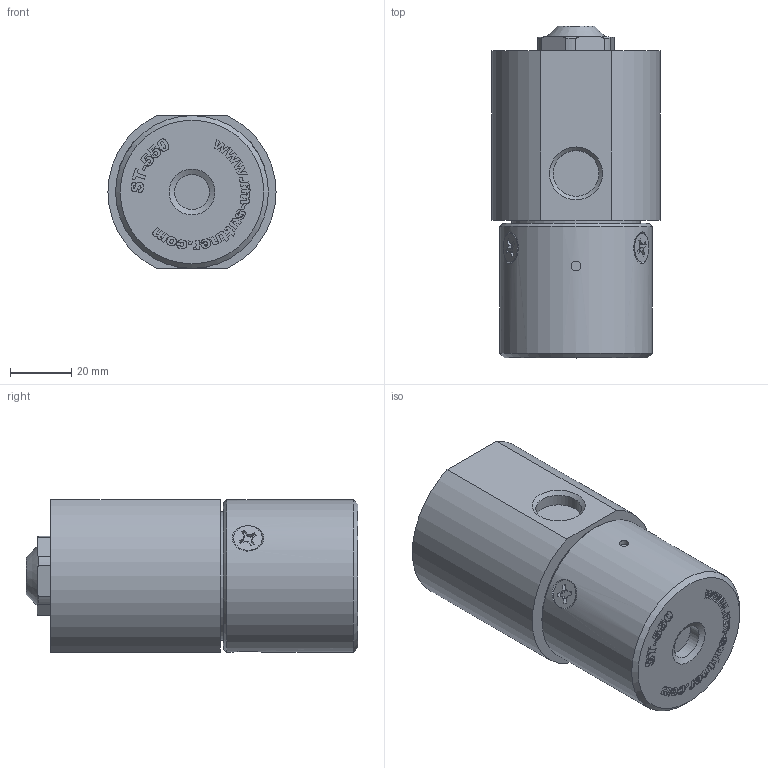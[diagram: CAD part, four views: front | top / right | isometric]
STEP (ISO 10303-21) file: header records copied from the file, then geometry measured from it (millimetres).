
FILE_DESCRIPTION(/* description */ ('Unknown'),/* implementation_level */ '2;1');
FILE_NAME(/* name */ '200550700_Ventil_ST-550_AIR_G3_8IG_07_11_2023',/* time_stamp */ '2023-11-07T11:11:20+01:00',/* author */ ('Unknown'),/* organization */ ('Unknown'),/* preprocessor_version */ 'ST-DEVELOPER v18.104',/* originating_system */ 'Solid Edge',/* authorisation */ 'Unknown');
FILE_SCHEMA (('AUTOMOTIVE_DESIGN {1 0 10303 214 3 1 1}'));
Length unit declared in the file: millimetre
Products named in the file (1): 200550700_Ventil_ST-550_AIR_G3_8IG_vereinfacht
Bounding box: 55 x 108.6 x 50 mm (x, y, z)
Volume: 215456 mm3; surface area: 23754 mm2
Topology: 1 solids, 1 shells, 309 faces, 801 edges, 535 vertices
Faces by surface type: plane 226, bspline 37, cylinder 27, cone 13, torus 6
Full cylindrical faces by diameter (mm): 3.2 x1, 3.5 x1, 11.445 x1, 14.95 x2, 42 x1, 50 x1
Entity records: 13788 total; most frequent: CARTESIAN_POINT 4976, ORIENTED_EDGE 1524, DIRECTION 1015, EDGE_CURVE 762, VERTEX_POINT 521, EDGE_LOOP 375, FACE_BOUND 375, B_SPLINE_CURVE_WITH_KNOTS 366
